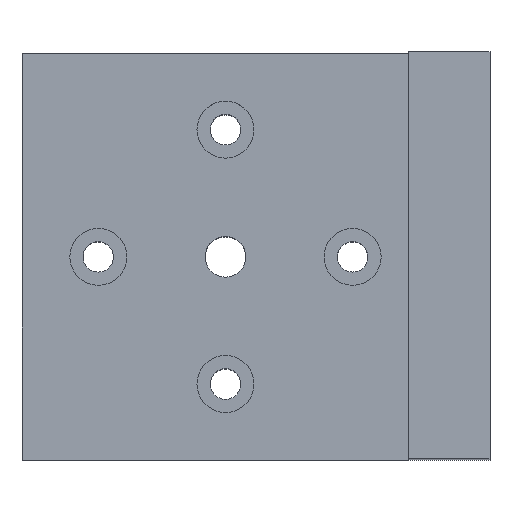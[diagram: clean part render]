
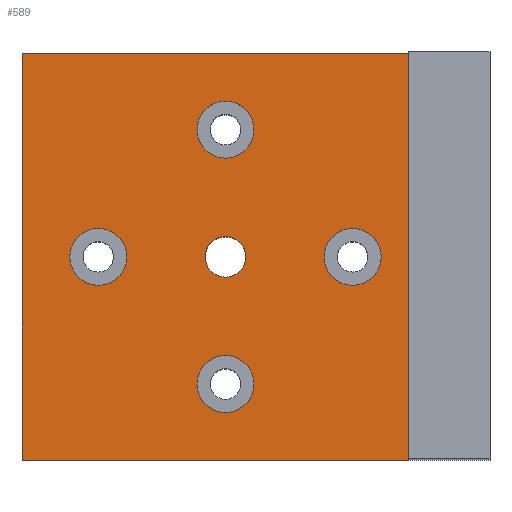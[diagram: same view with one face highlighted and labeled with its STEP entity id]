
A CAD part, top view. The second image highlights one B-rep face of the part: STEP entity #589.
In plain terms, the highlighted planar face has unit normal (0, 0, 1).
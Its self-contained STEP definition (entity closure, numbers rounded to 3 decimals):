
#46=FACE_BOUND('',#158,.T.);
#47=FACE_BOUND('',#159,.T.);
#48=FACE_BOUND('',#160,.T.);
#49=FACE_BOUND('',#161,.T.);
#50=FACE_BOUND('',#162,.T.);
#81=CIRCLE('',#648,2.);
#82=CIRCLE('',#649,2.8);
#83=CIRCLE('',#650,2.8);
#84=CIRCLE('',#651,2.8);
#85=CIRCLE('',#652,2.8);
#113=FACE_OUTER_BOUND('',#157,.T.);
#157=EDGE_LOOP('',(#442,#443,#444,#445));
#158=EDGE_LOOP('',(#446));
#159=EDGE_LOOP('',(#447));
#160=EDGE_LOOP('',(#448));
#161=EDGE_LOOP('',(#449));
#162=EDGE_LOOP('',(#450));
#220=LINE('',#936,#258);
#222=LINE('',#940,#260);
#223=LINE('',#942,#261);
#224=LINE('',#943,#262);
#258=VECTOR('',#745,10.);
#260=VECTOR('',#749,10.);
#261=VECTOR('',#750,10.);
#262=VECTOR('',#751,10.);
#305=VERTEX_POINT('',#933);
#306=VERTEX_POINT('',#935);
#307=VERTEX_POINT('',#939);
#308=VERTEX_POINT('',#941);
#309=VERTEX_POINT('',#944);
#310=VERTEX_POINT('',#946);
#311=VERTEX_POINT('',#948);
#312=VERTEX_POINT('',#950);
#313=VERTEX_POINT('',#952);
#359=EDGE_CURVE('',#305,#306,#220,.T.);
#361=EDGE_CURVE('',#307,#305,#222,.T.);
#362=EDGE_CURVE('',#308,#307,#223,.T.);
#363=EDGE_CURVE('',#306,#308,#224,.T.);
#364=EDGE_CURVE('',#309,#309,#81,.T.);
#365=EDGE_CURVE('',#310,#310,#82,.T.);
#366=EDGE_CURVE('',#311,#311,#83,.T.);
#367=EDGE_CURVE('',#312,#312,#84,.T.);
#368=EDGE_CURVE('',#313,#313,#85,.T.);
#442=ORIENTED_EDGE('',*,*,#361,.F.);
#443=ORIENTED_EDGE('',*,*,#362,.F.);
#444=ORIENTED_EDGE('',*,*,#363,.F.);
#445=ORIENTED_EDGE('',*,*,#359,.F.);
#446=ORIENTED_EDGE('',*,*,#364,.F.);
#447=ORIENTED_EDGE('',*,*,#365,.F.);
#448=ORIENTED_EDGE('',*,*,#366,.F.);
#449=ORIENTED_EDGE('',*,*,#367,.F.);
#450=ORIENTED_EDGE('',*,*,#368,.F.);
#576=PLANE('',#647);
#589=ADVANCED_FACE('',(#113,#46,#47,#48,#49,#50),#576,.T.);
#647=AXIS2_PLACEMENT_3D('',#938,#747,#748);
#648=AXIS2_PLACEMENT_3D('',#945,#752,#753);
#649=AXIS2_PLACEMENT_3D('',#947,#754,#755);
#650=AXIS2_PLACEMENT_3D('',#949,#756,#757);
#651=AXIS2_PLACEMENT_3D('',#951,#758,#759);
#652=AXIS2_PLACEMENT_3D('',#953,#760,#761);
#745=DIRECTION('',(-1.,0.,0.));
#747=DIRECTION('center_axis',(0.,0.,1.));
#748=DIRECTION('ref_axis',(1.,0.,0.));
#749=DIRECTION('',(0.,-1.,0.));
#750=DIRECTION('',(1.,0.,0.));
#751=DIRECTION('',(0.,1.,0.));
#752=DIRECTION('center_axis',(0.,0.,1.));
#753=DIRECTION('ref_axis',(1.,0.,0.));
#754=DIRECTION('center_axis',(0.,0.,1.));
#755=DIRECTION('ref_axis',(-1.,0.,0.));
#756=DIRECTION('center_axis',(0.,0.,1.));
#757=DIRECTION('ref_axis',(-1.,0.,0.));
#758=DIRECTION('center_axis',(0.,0.,1.));
#759=DIRECTION('ref_axis',(-1.,0.,0.));
#760=DIRECTION('center_axis',(0.,0.,1.));
#761=DIRECTION('ref_axis',(-1.,0.,0.));
#933=CARTESIAN_POINT('',(38.,0.,8.));
#935=CARTESIAN_POINT('',(0.,0.,8.));
#936=CARTESIAN_POINT('',(10.,0.,8.));
#938=CARTESIAN_POINT('Origin',(20.,20.,8.));
#939=CARTESIAN_POINT('',(38.,40.,8.));
#940=CARTESIAN_POINT('',(38.,30.,8.));
#941=CARTESIAN_POINT('',(0.,40.,8.));
#942=CARTESIAN_POINT('',(30.,40.,8.));
#943=CARTESIAN_POINT('',(0.,30.,8.));
#944=CARTESIAN_POINT('',(18.,20.,8.));
#945=CARTESIAN_POINT('Origin',(20.,20.,8.));
#946=CARTESIAN_POINT('',(35.3,20.,8.));
#947=CARTESIAN_POINT('Origin',(32.5,20.,8.));
#948=CARTESIAN_POINT('',(10.3,20.,8.));
#949=CARTESIAN_POINT('Origin',(7.5,20.,8.));
#950=CARTESIAN_POINT('',(22.8,32.5,8.));
#951=CARTESIAN_POINT('Origin',(20.,32.5,8.));
#952=CARTESIAN_POINT('',(22.8,7.5,8.));
#953=CARTESIAN_POINT('Origin',(20.,7.5,8.));
